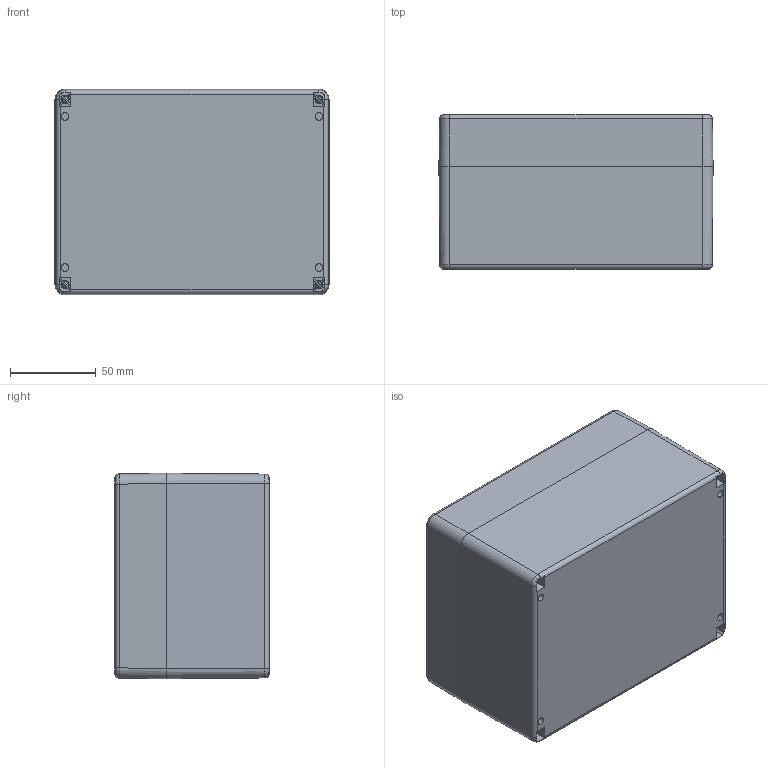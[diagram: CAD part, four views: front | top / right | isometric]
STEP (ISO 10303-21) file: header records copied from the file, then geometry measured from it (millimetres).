
FILE_DESCRIPTION((''),'2;1');
FILE_NAME('CT-721_ASM','2010-09-14T',('M.Fehring'),(''),'PRO/ENGINEER BY PARAMETRIC TECHNOLOGY CORPORATION, 2005070','PRO/ENGINEER BY PARAMETRIC TECHNOLOGY CORPORATION, 2005070','');
FILE_SCHEMA(('AUTOMOTIVE_DESIGN_CC2 { 1 2 10303 214 -1 1 5 2 }'));
Length unit declared in the file: millimetre
Products named in the file (6): CT-721_UNTERTEIL; CT-721_DECKEL; 9501087000_001; 9266001000_EINBAU; 9501087000_ASM; CT-721_ASM
Assembly tree (8 placements, depth 3):
  CT-721_ASM
    CT-721_UNTERTEIL
    CT-721_DECKEL
    9501087000_ASM  x4
      9501087000_001
      9266001000_EINBAU
Bounding box: 160 x 90 x 120 mm (x, y, z)
Volume: 286321.1 mm3; surface area: 193392.7 mm2
Topology: 10 solids, 10 shells, 645 faces, 1676 edges, 1050 vertices
Faces by surface type: plane 309, cylinder 160, cone 112, bspline 44, torus 12, sphere 8
Entity records: 21752 total; most frequent: CARTESIAN_POINT 6708, ORIENTED_EDGE 2376, DIRECTION 2332, PRESENTATION_STYLE_ASSIGNMENT 1192, STYLED_ITEM 1192, CURVE_STYLE 1188, EDGE_CURVE 1188, AXIS2_PLACEMENT_3D 843
